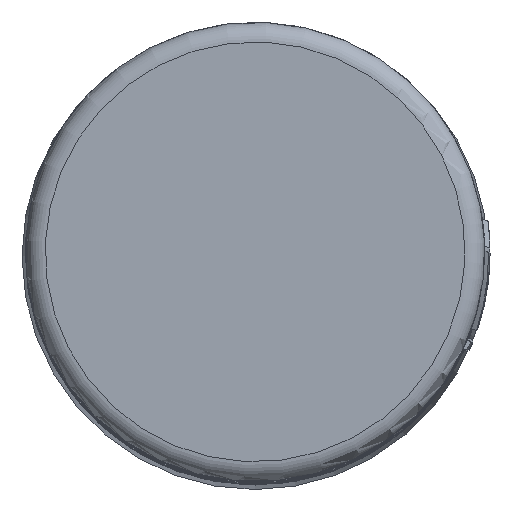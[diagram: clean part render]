
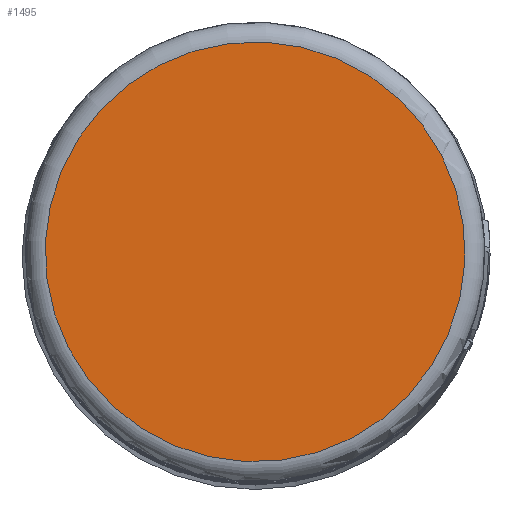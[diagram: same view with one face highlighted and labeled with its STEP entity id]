
A CAD part, top view. The second image highlights one B-rep face of the part: STEP entity #1495.
In plain terms, the highlighted planar face has unit normal (0, 0, 1).
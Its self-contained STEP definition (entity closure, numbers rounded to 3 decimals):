
#1077=PLANE('',#3905);
#1392=FACE_OUTER_BOUND('',#2024,.T.);
#1495=ADVANCED_FACE('',(#1392),#1077,.F.);
#2024=EDGE_LOOP('',(#2319));
#2319=ORIENTED_EDGE('',*,*,#3393,.T.);
#3065=VERTEX_POINT('',#5116);
#3393=EDGE_CURVE('',#3065,#3065,#3762,.T.);
#3762=CIRCLE('',#3904,32.);
#3904=AXIS2_PLACEMENT_3D('',#5115,#4274,#4275);
#3905=AXIS2_PLACEMENT_3D('',#5117,#4276,#4277);
#4274=DIRECTION('',(0.,0.,1.));
#4275=DIRECTION('',(0.542,0.841,0.));
#4276=DIRECTION('',(0.,0.,-1.));
#4277=DIRECTION('',(0.542,0.841,0.));
#5115=CARTESIAN_POINT('',(0.,0.,386.846));
#5116=CARTESIAN_POINT('',(17.335,26.898,386.846));
#5117=CARTESIAN_POINT('',(-29.42,18.96,386.846));
